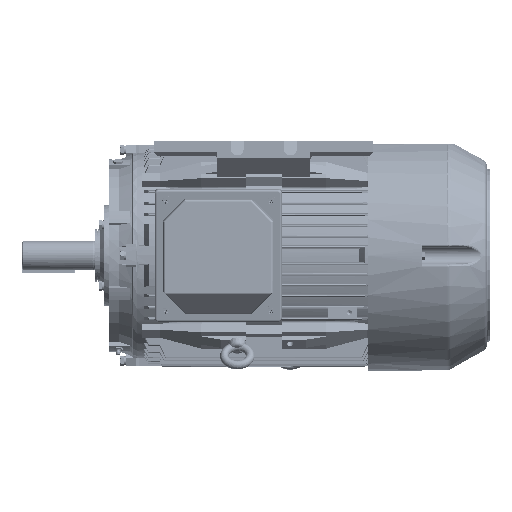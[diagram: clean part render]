
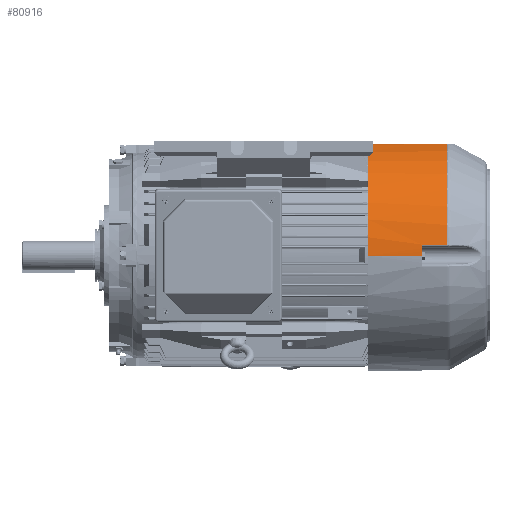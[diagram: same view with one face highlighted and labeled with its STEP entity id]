
A CAD part, top view. The second image highlights one B-rep face of the part: STEP entity #80916.
In plain terms, the highlighted cylindrical face has radius 160.5 mm (diameter 321 mm), a partial arc.
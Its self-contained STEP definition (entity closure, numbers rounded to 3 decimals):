
#80793 = EDGE_CURVE ( 'NONE', #94584, #80813, #91756, .T. ) ;
#80813 = VERTEX_POINT ( 'NONE', #91938 ) ;
#80833 = ORIENTED_EDGE ( 'NONE', *, *, #94585, .T. ) ;
#80836 = EDGE_CURVE ( 'NONE', #94580, #80837, #92305, .T. ) ;
#80837 = VERTEX_POINT ( 'NONE', #92295 ) ;
#80842 = EDGE_CURVE ( 'NONE', #94571, #80904, #92261, .T. ) ;
#80843 = EDGE_CURVE ( 'NONE', #80844, #80904, #92438, .T. ) ;
#80844 = VERTEX_POINT ( 'NONE', #92433 ) ;
#80845 = ORIENTED_EDGE ( 'NONE', *, *, #80843, .T. ) ;
#80854 = ORIENTED_EDGE ( 'NONE', *, *, #80836, .T. ) ;
#80899 = EDGE_LOOP ( 'NONE', ( #80908, #80854, #80902, #80833, #80900, #80914, #80845, #80912 ) ) ;
#80900 = ORIENTED_EDGE ( 'NONE', *, *, #80793, .T. ) ;
#80902 = ORIENTED_EDGE ( 'NONE', *, *, #80903, .T. ) ;
#80903 = EDGE_CURVE ( 'NONE', #80837, #94583, #92963, .T. ) ;
#80904 = VERTEX_POINT ( 'NONE', #92950 ) ;
#80908 = ORIENTED_EDGE ( 'NONE', *, *, #94562, .F. ) ;
#80912 = ORIENTED_EDGE ( 'NONE', *, *, #80842, .F. ) ;
#80914 = ORIENTED_EDGE ( 'NONE', *, *, #80915, .T. ) ;
#80915 = EDGE_CURVE ( 'NONE', #80813, #80844, #92923, .T. ) ;
#80916 = ADVANCED_FACE ( 'NONE', ( #92915 ), #92914, .T. ) ;
#91749 = DIRECTION ( 'NONE',  ( -1., 0., 0. ) ) ;
#91750 = VECTOR ( 'NONE', #91749, 1000. ) ;
#91754 = CARTESIAN_POINT ( 'NONE',  ( 170., -155., -41.656 ) ) ;
#91756 = LINE ( 'NONE', #91754, #91750 ) ;
#91938 = CARTESIAN_POINT ( 'NONE',  ( 60., -155., -41.656 ) ) ;
#92261 = CIRCLE ( 'NONE', #92454, 160.5 ) ;
#92295 = CARTESIAN_POINT ( 'NONE',  ( 75., -15.286, -159.77 ) ) ;
#92298 = DIRECTION ( 'NONE',  ( 0., 0., 1. ) ) ;
#92301 = DIRECTION ( 'NONE',  ( -1., 0., 0. ) ) ;
#92302 = CARTESIAN_POINT ( 'NONE',  ( 75., 0., 0. ) ) ;
#92304 = AXIS2_PLACEMENT_3D ( 'NONE', #92302, #92301, #92298 ) ;
#92305 = CIRCLE ( 'NONE', #92304, 160.5 ) ;
#92368 = CARTESIAN_POINT ( 'NONE',  ( 0., -153.569, -46.656 ) ) ;
#92370 = CARTESIAN_POINT ( 'NONE',  ( 0., -153.667, -46.334 ) ) ;
#92372 = CARTESIAN_POINT ( 'NONE',  ( 0.031, -153.763, -46.016 ) ) ;
#92374 = CARTESIAN_POINT ( 'NONE',  ( 0.154, -153.95, -45.385 ) ) ;
#92375 = CARTESIAN_POINT ( 'NONE',  ( 0.247, -154.042, -45.073 ) ) ;
#92377 = CARTESIAN_POINT ( 'NONE',  ( 0.488, -154.214, -44.478 ) ) ;
#92378 = CARTESIAN_POINT ( 'NONE',  ( 0.637, -154.297, -44.192 ) ) ;
#92381 = CARTESIAN_POINT ( 'NONE',  ( 0.995, -154.452, -43.645 ) ) ;
#92385 = CARTESIAN_POINT ( 'NONE',  ( 1.2, -154.524, -43.39 ) ) ;
#92387 = CARTESIAN_POINT ( 'NONE',  ( 1.543, -154.621, -43.041 ) ) ;
#92391 = CARTESIAN_POINT ( 'NONE',  ( 1.663, -154.652, -42.93 ) ) ;
#92393 = CARTESIAN_POINT ( 'NONE',  ( 1.915, -154.711, -42.718 ) ) ;
#92395 = CARTESIAN_POINT ( 'NONE',  ( 2.048, -154.739, -42.617 ) ) ;
#92397 = CARTESIAN_POINT ( 'NONE',  ( 2.458, -154.815, -42.338 ) ) ;
#92399 = CARTESIAN_POINT ( 'NONE',  ( 2.747, -154.858, -42.18 ) ) ;
#92402 = CARTESIAN_POINT ( 'NONE',  ( 3.358, -154.928, -41.922 ) ) ;
#92406 = CARTESIAN_POINT ( 'NONE',  ( 3.681, -154.955, -41.822 ) ) ;
#92408 = CARTESIAN_POINT ( 'NONE',  ( 4.332, -154.991, -41.69 ) ) ;
#92429 = CARTESIAN_POINT ( 'NONE',  ( 4.663, -155., -41.656 ) ) ;
#92430 = CARTESIAN_POINT ( 'NONE',  ( 5., -155., -41.656 ) ) ;
#92433 = CARTESIAN_POINT ( 'NONE',  ( 5., -155., -41.656 ) ) ;
#92438 = B_SPLINE_CURVE_WITH_KNOTS ( 'NONE', 3,
 ( #92430, #92429, #92408, #92406, #92402, #92399, #92397, #92395, #92393, #92391, #92387, #92385, #92381, #92378, #92377, #92375, #92374, #92372, #92370, #92368 ),
 .UNSPECIFIED., .F., .F.,
 ( 4, 2, 2, 2, 2, 2, 2, 2, 2, 4 ),
 ( 0., 0.001, 0.002, 0.003, 0.003, 0.004, 0.005, 0.006, 0.007, 0.008 ),
 .UNSPECIFIED. ) ;
#92449 = DIRECTION ( 'NONE',  ( 0., 0., 1. ) ) ;
#92451 = DIRECTION ( 'NONE',  ( -1., 0., 0. ) ) ;
#92453 = CARTESIAN_POINT ( 'NONE',  ( 0., 0., 0. ) ) ;
#92454 = AXIS2_PLACEMENT_3D ( 'NONE', #92453, #92451, #92449 ) ;
#92900 = DIRECTION ( 'NONE',  ( 0., 0., 1. ) ) ;
#92902 = DIRECTION ( 'NONE',  ( -1., 0., 0. ) ) ;
#92904 = CARTESIAN_POINT ( 'NONE',  ( 0., 0., 0. ) ) ;
#92905 = AXIS2_PLACEMENT_3D ( 'NONE', #92904, #92902, #92900 ) ;
#92914 = CYLINDRICAL_SURFACE ( 'NONE', #92905, 160.5 ) ;
#92915 = FACE_OUTER_BOUND ( 'NONE', #80899, .T. ) ;
#92917 = DIRECTION ( 'NONE',  ( -1., 0., 0. ) ) ;
#92920 = VECTOR ( 'NONE', #92917, 1000. ) ;
#92922 = CARTESIAN_POINT ( 'NONE',  ( 70., -155., -41.656 ) ) ;
#92923 = LINE ( 'NONE', #92922, #92920 ) ;
#92950 = CARTESIAN_POINT ( 'NONE',  ( 0., -153.569, -46.656 ) ) ;
#92954 = DIRECTION ( 'NONE',  ( 1., 0., 0. ) ) ;
#92957 = VECTOR ( 'NONE', #92954, 1000. ) ;
#92960 = CARTESIAN_POINT ( 'NONE',  ( 0., -15.286, -159.77 ) ) ;
#92963 = LINE ( 'NONE', #92960, #92957 ) ;
#94562 = EDGE_CURVE ( 'NONE', #94580, #94571, #133542, .T. ) ;
#94571 = VERTEX_POINT ( 'NONE', #133516 ) ;
#94580 = VERTEX_POINT ( 'NONE', #133512 ) ;
#94583 = VERTEX_POINT ( 'NONE', #133510 ) ;
#94584 = VERTEX_POINT ( 'NONE', #133490 ) ;
#94585 = EDGE_CURVE ( 'NONE', #94583, #94584, #133459, .T. ) ;
#133451 = DIRECTION ( 'NONE',  ( 0., 0., 1. ) ) ;
#133454 = DIRECTION ( 'NONE',  ( -1., 0., 0. ) ) ;
#133457 = AXIS2_PLACEMENT_3D ( 'NONE', #133503, #133454, #133451 ) ;
#133459 = CIRCLE ( 'NONE', #133457, 160.5 ) ;
#133490 = CARTESIAN_POINT ( 'NONE',  ( 110.493, -155., -41.656 ) ) ;
#133503 = CARTESIAN_POINT ( 'NONE',  ( 110.493, 0., 0. ) ) ;
#133510 = CARTESIAN_POINT ( 'NONE',  ( 110.493, -15.286, -159.77 ) ) ;
#133512 = CARTESIAN_POINT ( 'NONE',  ( 75., 0., -160.5 ) ) ;
#133516 = CARTESIAN_POINT ( 'NONE',  ( 0., 0., -160.5 ) ) ;
#133535 = DIRECTION ( 'NONE',  ( -1., 0., 0. ) ) ;
#133537 = VECTOR ( 'NONE', #133535, 1000. ) ;
#133540 = CARTESIAN_POINT ( 'NONE',  ( 0., 0., -160.5 ) ) ;
#133542 = LINE ( 'NONE', #133540, #133537 ) ;
